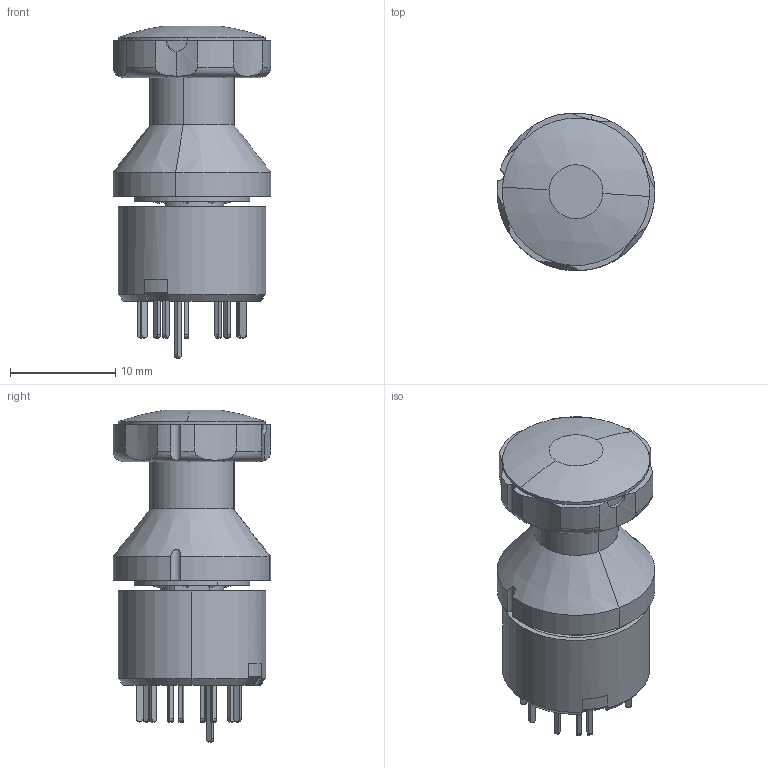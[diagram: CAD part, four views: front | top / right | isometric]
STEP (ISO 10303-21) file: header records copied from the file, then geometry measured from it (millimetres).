
FILE_DESCRIPTION (( 'STEP AP203' ), '1' );
FILE_NAME ('9ﾏ1ﾍ 33-1.STEP', '2020-02-18T06:09:33', ( '' ), ( '' ), 'SwSTEP 2.0', 'SolidWorks 2017', '' );
FILE_SCHEMA (( 'CONFIG_CONTROL_DESIGN' ));
Length unit declared in the file: millimetre
Products named in the file (25): ÔÈÌÄ-Ý.18.27 Óçåë ôèêñàöèè; 埱昉.711329.001 扻錝僝鍧; ÌÏÍ3 10Ï âûâîä-oa7; ÌÏÍ3 Ïðóæèíêà Ô ïðÿìàÿ; ÌÏÍ3 ðîòîð 4Í; �����_9�1�; 匀棠.754175.002 暑朦鲱 箫腩蝽栩咫铄; ÔÈÌÄ.753758.001 Ðó÷êà; Øàéáà êîíòð. Ì6; ÔÈÌÄ.758491.005 Øàéáà-ïðîêëàäêà; ÌÏÍ3 Êîíòàêò íà 180; ÌÏÍ3 10Ï îñíîâàíèå; 扻錪犩 諘瀁謺鍷; 扻豵鵨; 9ﾏ1ﾍ 33-1; ﾔﾈﾌﾄ-ﾝ.18.34 ﾂ琿_33; Ãàéêà Ì6
Assembly tree (23 placements, depth 3):
  ÌÏÍ3 Ïðóæèíêà Ô ïðÿìàÿ
  ÌÏÍ3 ðîòîð 4Í
  9ﾏ1ﾍ 33-1
    ÔÈÌÄ-Ý.18.27 Óçåë ôèêñàöèè
      扻豵鵨
      扻錪犩 諘瀁謺鍷
      匀棠.754175.002 暑朦鲱 箫腩蝽栩咫铄  x2
    �����_9�1�
      ÌÏÍ3 Êîíòàêò íà 180
      ÌÏÍ3 10Ï âûâîä-oa7
      ÌÏÍ3 10Ï îñíîâàíèå
      ÌÏÍ3 10Ï âûâîä-oa7
      ÌÏÍ3 10Ï âûâîä-oa7
      ÌÏÍ3 10Ï âûâîä-oa7
      ÌÏÍ3 10Ï âûâîä-oa7
      ÌÏÍ3 10Ï âûâîä-oa7
      ÌÏÍ3 10Ï âûâîä-oa7
      ÌÏÍ3 10Ï âûâîä-oa7
      ÌÏÍ3 10Ï âûâîä-oa7
    ﾔﾈﾌﾄ-ﾝ.18.34 ﾂ琿_33
    ÔÈÌÄ.758491.005 Øàéáà-ïðîêëàäêà
    Øàéáà êîíòð. Ì6
    Ãàéêà Ì6
    ÔÈÌÄ.753758.001 Ðó÷êà
    埱昉.711329.001 扻錝僝鍧
Bounding box: 14.99 x 14.99 x 31.55 mm (x, y, z)
Volume: 1738.3 mm3; surface area: 4353.6 mm2
Topology: 21 solids, 21 shells, 437 faces, 1036 edges, 664 vertices
Faces by surface type: plane 214, cylinder 126, bspline 51, cone 34, torus 8, sphere 4
Entity records: 16289 total; most frequent: CARTESIAN_POINT 3762, ORIENTED_EDGE 2056, DIRECTION 2023, EDGE_CURVE 1028, AXIS2_PLACEMENT_3D 721, VERTEX_POINT 660, LINE 581, VECTOR 581
